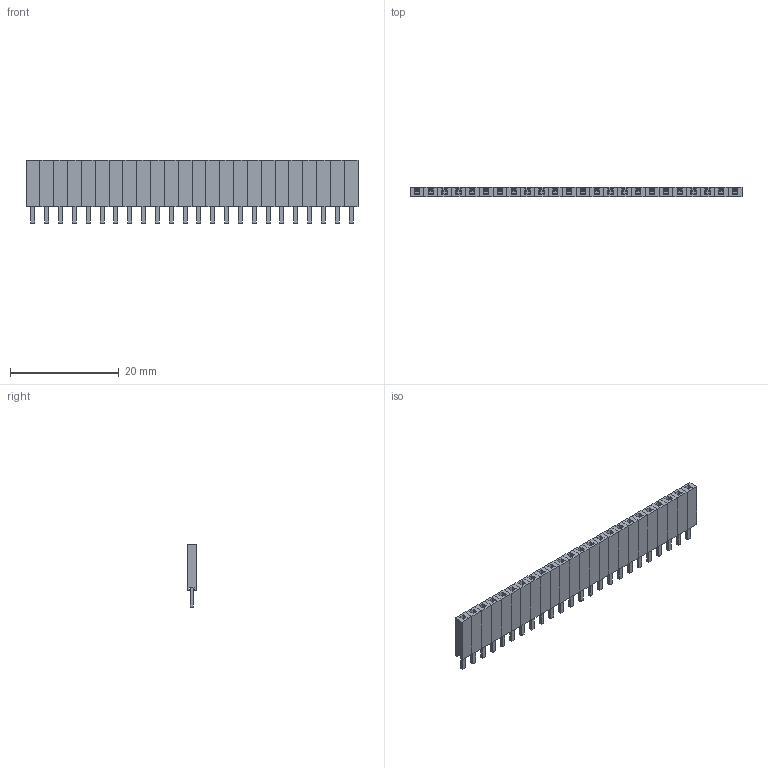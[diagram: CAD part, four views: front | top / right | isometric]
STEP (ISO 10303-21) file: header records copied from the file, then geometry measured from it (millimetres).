
FILE_DESCRIPTION(('FreeCAD Model'),'2;1');
FILE_NAME('Connecteur-2.54-Femelle-24_Contacts.step','2019-01-18T17:00:57',( 'Author'),(''),'Open CASCADE STEP processor 6.8','FreeCAD','Unknown' );
FILE_SCHEMA(('AUTOMOTIVE_DESIGN_CC2 { 1 2 10303 214 -1 1 5 4 }'));
Length unit declared in the file: millimetre
Products named in the file (3): ASSEMBLY; Array001; Array
Assembly tree (2 placements, depth 2):
  ASSEMBLY
    Array001
    Array
Bounding box: 60.96 x 1.82 x 11.6 mm (x, y, z)
Volume: 810.9 mm3; surface area: 3534 mm2
Topology: 48 solids, 48 shells, 936 faces, 2352 edges, 1536 vertices
Faces by surface type: plane 936
Entity records: 58232 total; most frequent: CARTESIAN_POINT 9531, DIRECTION 8934, LINE 7056, VECTOR 7056, ORIENTED_EDGE 4704, PCURVE 4704, DEFINITIONAL_REPRESENTATION 4704, EDGE_CURVE 2352
